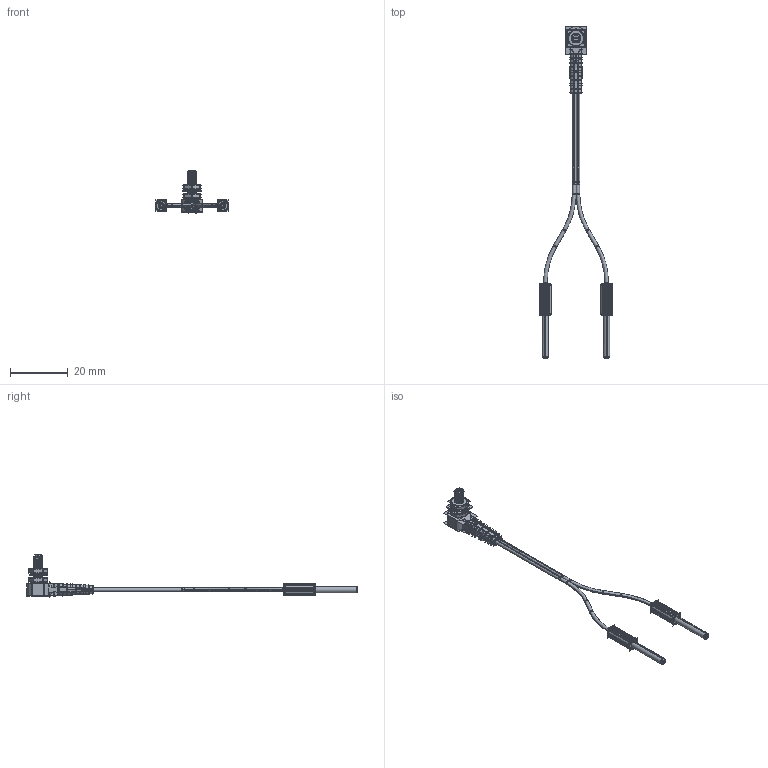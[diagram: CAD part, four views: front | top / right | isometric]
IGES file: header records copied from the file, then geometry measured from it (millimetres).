
Start section:  PTC IGES file: 194315.igs
Global section: file name: 194315.igs; native system: Creo Parametric by Parametric Technology Corporation; preprocessor: 2016010; author: pdmadmin; organization: Unknown; date: 20160811.095411; units: millimetre
Bounding box: 25.3 x 115.16 x 14.89 mm (x, y, z)
Volume: 2028 mm3; surface area: 21243.5 mm2
Topology: 4 solids, 4 shells, 1298 faces, 8488 edges, 12020 vertices
Faces by surface type: revolution 758, bspline 536, extrusion 4
